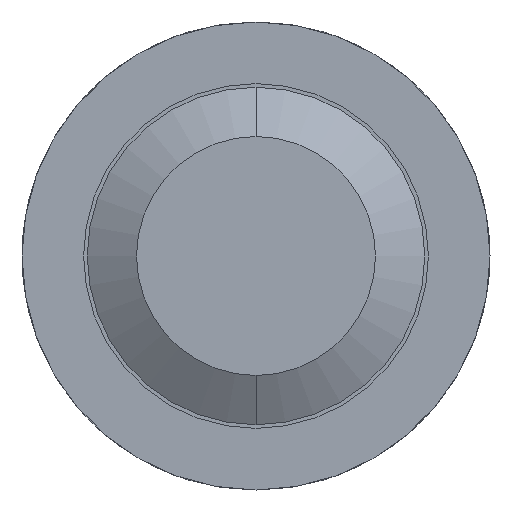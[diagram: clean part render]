
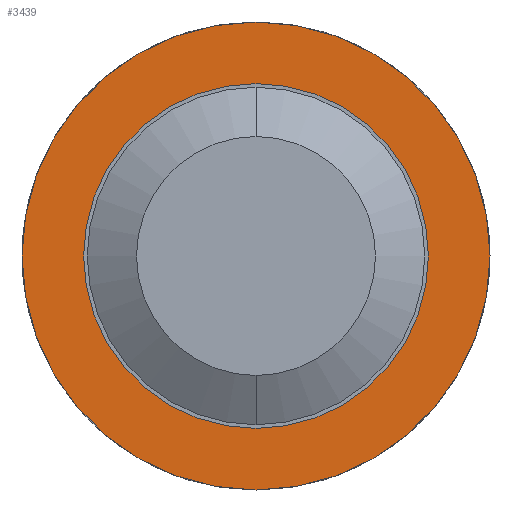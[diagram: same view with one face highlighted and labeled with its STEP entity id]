
A CAD part, front view. The second image highlights one B-rep face of the part: STEP entity #3439.
In plain terms, the highlighted planar face has unit normal (0, -1, 0).
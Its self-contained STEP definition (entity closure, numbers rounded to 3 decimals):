
#30 = EDGE_CURVE ( 'Defeature ausgef�hrt2_15+Defeature ausgef�hrt2_16+Defeature ausgef�hrt2_16+Defeature ausgef�hrt2_16', #2847, #2615, #309, .T. ) ;
#130 = ORIENTED_EDGE ( 'NONE', *, *, #2995, .T. ) ;
#197 = FACE_BOUND ( 'NONE', #1439, .T. ) ;
#238 = CARTESIAN_POINT ( 'NONE',  ( 0.95, -2.5, 0. ) ) ;
#281 = VERTEX_POINT ( 'NONE', #2624 ) ;
#309 = CIRCLE ( 'NONE', #853, 0.95 ) ;
#398 = ORIENTED_EDGE ( 'NONE', *, *, #30, .F. ) ;
#477 = DIRECTION ( 'NONE',  ( 0., 0., 1. ) ) ;
#825 = VERTEX_POINT ( 'NONE', #2332 ) ;
#827 = DIRECTION ( 'NONE',  ( 0., 0., 1. ) ) ;
#853 = AXIS2_PLACEMENT_3D ( 'NONE', #2468, #2784, #477 ) ;
#969 = DIRECTION ( 'NONE',  ( 0., 0., 1. ) ) ;
#1038 = CIRCLE ( 'NONE', #1105, 0.685 ) ;
#1098 = CARTESIAN_POINT ( 'NONE',  ( 0., -2.5, 0. ) ) ;
#1105 = AXIS2_PLACEMENT_3D ( 'NONE', #2404, #1317, #3534 ) ;
#1317 = DIRECTION ( 'NONE',  ( 0., 1., 0. ) ) ;
#1392 = DIRECTION ( 'NONE',  ( 0., 0., 1. ) ) ;
#1397 = PLANE ( 'NONE',  #3110 ) ;
#1439 = EDGE_LOOP ( 'NONE', ( #2640, #130 ) ) ;
#1547 = CIRCLE ( 'NONE', #2299, 0.95 ) ;
#1900 = ORIENTED_EDGE ( 'NONE', *, *, #2704, .F. ) ;
#1997 = CIRCLE ( 'NONE', #2345, 0.685 ) ;
#2078 = CARTESIAN_POINT ( 'NONE',  ( 0., -2.5, -0.95 ) ) ;
#2091 = CARTESIAN_POINT ( 'NONE',  ( 0., -2.5, 0. ) ) ;
#2131 = DIRECTION ( 'NONE',  ( 0., 1., 0. ) ) ;
#2299 = AXIS2_PLACEMENT_3D ( 'NONE', #2091, #2131, #969 ) ;
#2332 = CARTESIAN_POINT ( 'NONE',  ( 0., -2.5, 0.685 ) ) ;
#2345 = AXIS2_PLACEMENT_3D ( 'NONE', #1098, #2797, #1392 ) ;
#2404 = CARTESIAN_POINT ( 'NONE',  ( 0., -2.5, 0. ) ) ;
#2468 = CARTESIAN_POINT ( 'NONE',  ( 0., -2.5, 0. ) ) ;
#2469 = FACE_OUTER_BOUND ( 'NONE', #2912, .T. ) ;
#2615 = VERTEX_POINT ( 'NONE', #2078 ) ;
#2624 = CARTESIAN_POINT ( 'NONE',  ( 0., -2.5, -0.685 ) ) ;
#2640 = ORIENTED_EDGE ( 'NONE', *, *, #3218, .T. ) ;
#2704 = EDGE_CURVE ( 'Defeature ausgef�hrt2_15+Defeature ausgef�hrt2_16+Defeature ausgef�hrt2_16+Defeature ausgef�hrt2_16', #2615, #2847, #1547, .T. ) ;
#2784 = DIRECTION ( 'NONE',  ( 0., 1., 0. ) ) ;
#2797 = DIRECTION ( 'NONE',  ( 0., 1., 0. ) ) ;
#2847 = VERTEX_POINT ( 'NONE', #3028 ) ;
#2912 = EDGE_LOOP ( 'NONE', ( #398, #1900 ) ) ;
#2995 = EDGE_CURVE ( 'Defeature ausgef�hrt2_16+Defeature ausgef�hrt2_10+Defeature ausgef�hrt2_10+Defeature ausgef�hrt2_10', #281, #825, #1997, .T. ) ;
#3028 = CARTESIAN_POINT ( 'NONE',  ( 0., -2.5, 0.95 ) ) ;
#3110 = AXIS2_PLACEMENT_3D ( 'NONE', #238, #3378, #827 ) ;
#3218 = EDGE_CURVE ( 'Defeature ausgef�hrt2_16+Defeature ausgef�hrt2_10+Defeature ausgef�hrt2_10+Defeature ausgef�hrt2_10', #825, #281, #1038, .T. ) ;
#3378 = DIRECTION ( 'NONE',  ( 0., 1., 0. ) ) ;
#3439 = ADVANCED_FACE ( 'Defeature ausgef�hrt2_16', ( #2469, #197 ), #1397, .F. ) ;
#3534 = DIRECTION ( 'NONE',  ( 0., 0., 1. ) ) ;
